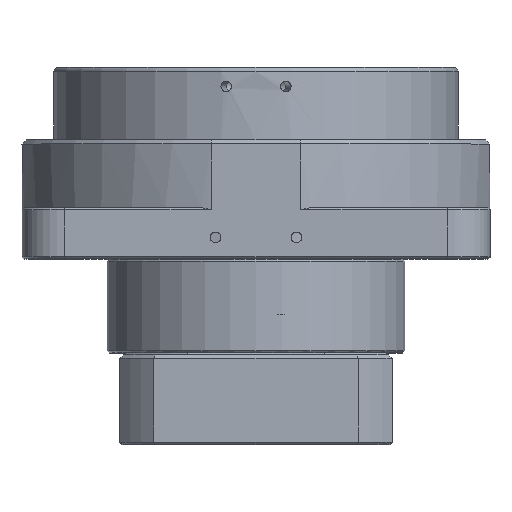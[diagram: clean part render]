
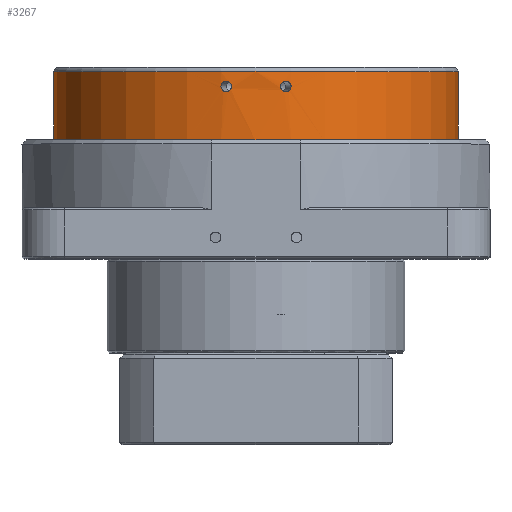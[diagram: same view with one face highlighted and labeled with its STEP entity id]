
A CAD part, top view. The second image highlights one B-rep face of the part: STEP entity #3267.
In plain terms, the highlighted cylindrical face has radius 47.5 mm (diameter 95 mm), a full revolution.
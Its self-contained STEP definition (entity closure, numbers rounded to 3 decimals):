
#1091=CARTESIAN_POINT('',(47.5,27.5,0.));
#1092=VERTEX_POINT('',#1091);
#1093=CARTESIAN_POINT('',(0.0,27.5,0.0));
#1094=DIRECTION('',(0.0,1.0,0.0));
#1095=DIRECTION('',(0.0,0.0,-1.0));
#1096=AXIS2_PLACEMENT_3D('',#1093,#1094,#1095);
#1097=CIRCLE('',#1096,47.5);
#1098=EDGE_CURVE('',#1092,#1092,#1097,.T.);
#3152=CARTESIAN_POINT('',(0.,5.005,0.));
#3153=DIRECTION('',(0.0,-1.0,0.0));
#3154=DIRECTION('',(1.0,0.0,0.0));
#3155=AXIS2_PLACEMENT_3D('',#3152,#3153,#3154);
#3156=CYLINDRICAL_SURFACE('',#3155,47.5);
#3157=CARTESIAN_POINT('',(47.5,44.0,0.));
#3158=VERTEX_POINT('',#3157);
#3159=CARTESIAN_POINT('',(0.,44.0,0.));
#3160=DIRECTION('',(0.0,-1.0,0.0));
#3161=DIRECTION('',(1.0,0.0,0.0));
#3162=AXIS2_PLACEMENT_3D('',#3159,#3160,#3161);
#3163=CIRCLE('',#3162,47.5);
#3164=EDGE_CURVE('',#3158,#3158,#3163,.T.);
#3165=ORIENTED_EDGE('',*,*,#3164,.T.);
#3166=EDGE_LOOP('',(#3165));
#3167=FACE_OUTER_BOUND('',#3166,.T.);
#3168=ORIENTED_EDGE('',*,*,#1098,.T.);
#3169=EDGE_LOOP('',(#3168));
#3170=FACE_BOUND('',#3169,.T.);
#3171=CARTESIAN_POINT('',(5.761,40.5,47.149));
#3172=VERTEX_POINT('',#3171);
#3173=CARTESIAN_POINT('',(8.234,40.5,46.781));
#3174=VERTEX_POINT('',#3173);
#3175=CARTESIAN_POINT('',(5.761,40.5,47.149));
#3176=CARTESIAN_POINT('',(5.761,40.657,47.149));
#3177=CARTESIAN_POINT('',(5.792,40.824,47.146));
#3178=CARTESIAN_POINT('',(5.919,41.132,47.13));
#3179=CARTESIAN_POINT('',(6.014,41.273,47.118));
#3180=CARTESIAN_POINT('',(6.235,41.495,47.089));
#3181=CARTESIAN_POINT('',(6.374,41.591,47.071));
#3182=CARTESIAN_POINT('',(6.679,41.719,47.028));
#3183=CARTESIAN_POINT('',(6.845,41.75,47.005));
#3184=CARTESIAN_POINT('',(7.155,41.75,46.958));
#3185=CARTESIAN_POINT('',(7.321,41.719,46.933));
#3186=CARTESIAN_POINT('',(7.625,41.591,46.884));
#3187=CARTESIAN_POINT('',(7.764,41.495,46.861));
#3188=CARTESIAN_POINT('',(7.982,41.273,46.825));
#3189=CARTESIAN_POINT('',(8.077,41.132,46.808));
#3190=CARTESIAN_POINT('',(8.203,40.824,46.786));
#3191=CARTESIAN_POINT('',(8.234,40.657,46.781));
#3192=CARTESIAN_POINT('',(8.234,40.5,46.781));
#3193=B_SPLINE_CURVE_WITH_KNOTS('',3,(#3175,#3176,#3177,#3178,#3179,#3180,#3181,#3182,#3183,#3184,#3185,#3186,#3187,#3188,#3189,#3190,#3191,#3192),.UNSPECIFIED.,.F.,.U.,(4,2,2,2,2,2,2,2,4),(-0.753,-0.706,-0.659,-0.612,-0.565,-0.518,-0.471,-0.424,-0.377),.UNSPECIFIED.);
#3194=EDGE_CURVE('',#3172,#3174,#3193,.T.);
#3195=ORIENTED_EDGE('',*,*,#3194,.T.);
#3196=CARTESIAN_POINT('',(8.234,40.5,46.781));
#3197=CARTESIAN_POINT('',(8.234,40.343,46.781));
#3198=CARTESIAN_POINT('',(8.203,40.176,46.786));
#3199=CARTESIAN_POINT('',(8.077,39.868,46.808));
#3200=CARTESIAN_POINT('',(7.982,39.727,46.825));
#3201=CARTESIAN_POINT('',(7.764,39.505,46.861));
#3202=CARTESIAN_POINT('',(7.625,39.409,46.884));
#3203=CARTESIAN_POINT('',(7.321,39.281,46.933));
#3204=CARTESIAN_POINT('',(7.155,39.25,46.958));
#3205=CARTESIAN_POINT('',(6.845,39.25,47.005));
#3206=CARTESIAN_POINT('',(6.679,39.281,47.028));
#3207=CARTESIAN_POINT('',(6.374,39.409,47.071));
#3208=CARTESIAN_POINT('',(6.235,39.505,47.089));
#3209=CARTESIAN_POINT('',(6.014,39.727,47.118));
#3210=CARTESIAN_POINT('',(5.919,39.868,47.13));
#3211=CARTESIAN_POINT('',(5.792,40.176,47.146));
#3212=CARTESIAN_POINT('',(5.761,40.343,47.149));
#3213=CARTESIAN_POINT('',(5.761,40.5,47.149));
#3214=B_SPLINE_CURVE_WITH_KNOTS('',3,(#3196,#3197,#3198,#3199,#3200,#3201,#3202,#3203,#3204,#3205,#3206,#3207,#3208,#3209,#3210,#3211,#3212,#3213),.UNSPECIFIED.,.F.,.U.,(4,2,2,2,2,2,2,2,4),(-0.377,-0.33,-0.283,-0.235,-0.188,-0.141,-0.094,-0.047,0.0),.UNSPECIFIED.);
#3215=EDGE_CURVE('',#3174,#3172,#3214,.T.);
#3216=ORIENTED_EDGE('',*,*,#3215,.T.);
#3217=EDGE_LOOP('',(#3195,#3216));
#3218=FACE_BOUND('',#3217,.T.);
#3219=CARTESIAN_POINT('',(-8.234,40.5,46.781));
#3220=VERTEX_POINT('',#3219);
#3221=CARTESIAN_POINT('',(-5.761,40.5,47.149));
#3222=VERTEX_POINT('',#3221);
#3223=CARTESIAN_POINT('',(-8.234,40.5,46.781));
#3224=CARTESIAN_POINT('',(-8.234,40.657,46.781));
#3225=CARTESIAN_POINT('',(-8.203,40.824,46.786));
#3226=CARTESIAN_POINT('',(-8.077,41.132,46.808));
#3227=CARTESIAN_POINT('',(-7.982,41.273,46.825));
#3228=CARTESIAN_POINT('',(-7.764,41.495,46.861));
#3229=CARTESIAN_POINT('',(-7.625,41.591,46.884));
#3230=CARTESIAN_POINT('',(-7.321,41.719,46.933));
#3231=CARTESIAN_POINT('',(-7.155,41.75,46.958));
#3232=CARTESIAN_POINT('',(-6.845,41.75,47.005));
#3233=CARTESIAN_POINT('',(-6.679,41.719,47.028));
#3234=CARTESIAN_POINT('',(-6.374,41.591,47.071));
#3235=CARTESIAN_POINT('',(-6.235,41.495,47.089));
#3236=CARTESIAN_POINT('',(-6.014,41.273,47.118));
#3237=CARTESIAN_POINT('',(-5.919,41.132,47.13));
#3238=CARTESIAN_POINT('',(-5.792,40.824,47.146));
#3239=CARTESIAN_POINT('',(-5.761,40.657,47.149));
#3240=CARTESIAN_POINT('',(-5.761,40.5,47.149));
#3241=B_SPLINE_CURVE_WITH_KNOTS('',3,(#3223,#3224,#3225,#3226,#3227,#3228,#3229,#3230,#3231,#3232,#3233,#3234,#3235,#3236,#3237,#3238,#3239,#3240),.UNSPECIFIED.,.F.,.U.,(4,2,2,2,2,2,2,2,4),(-0.753,-0.706,-0.659,-0.612,-0.565,-0.518,-0.471,-0.424,-0.377),.UNSPECIFIED.);
#3242=EDGE_CURVE('',#3220,#3222,#3241,.T.);
#3243=ORIENTED_EDGE('',*,*,#3242,.T.);
#3244=CARTESIAN_POINT('',(-5.761,40.5,47.149));
#3245=CARTESIAN_POINT('',(-5.761,40.343,47.149));
#3246=CARTESIAN_POINT('',(-5.792,40.176,47.146));
#3247=CARTESIAN_POINT('',(-5.919,39.868,47.13));
#3248=CARTESIAN_POINT('',(-6.014,39.727,47.118));
#3249=CARTESIAN_POINT('',(-6.235,39.505,47.089));
#3250=CARTESIAN_POINT('',(-6.374,39.409,47.071));
#3251=CARTESIAN_POINT('',(-6.679,39.281,47.028));
#3252=CARTESIAN_POINT('',(-6.845,39.25,47.005));
#3253=CARTESIAN_POINT('',(-7.155,39.25,46.958));
#3254=CARTESIAN_POINT('',(-7.321,39.281,46.933));
#3255=CARTESIAN_POINT('',(-7.625,39.409,46.884));
#3256=CARTESIAN_POINT('',(-7.764,39.505,46.861));
#3257=CARTESIAN_POINT('',(-7.982,39.727,46.825));
#3258=CARTESIAN_POINT('',(-8.077,39.868,46.808));
#3259=CARTESIAN_POINT('',(-8.203,40.176,46.786));
#3260=CARTESIAN_POINT('',(-8.234,40.343,46.781));
#3261=CARTESIAN_POINT('',(-8.234,40.5,46.781));
#3262=B_SPLINE_CURVE_WITH_KNOTS('',3,(#3244,#3245,#3246,#3247,#3248,#3249,#3250,#3251,#3252,#3253,#3254,#3255,#3256,#3257,#3258,#3259,#3260,#3261),.UNSPECIFIED.,.F.,.U.,(4,2,2,2,2,2,2,2,4),(-0.377,-0.33,-0.283,-0.235,-0.188,-0.141,-0.094,-0.047,0.0),.UNSPECIFIED.);
#3263=EDGE_CURVE('',#3222,#3220,#3262,.T.);
#3264=ORIENTED_EDGE('',*,*,#3263,.T.);
#3265=EDGE_LOOP('',(#3243,#3264));
#3266=FACE_BOUND('',#3265,.T.);
#3267=ADVANCED_FACE('',(#3167,#3170,#3218,#3266),#3156,.T.);
